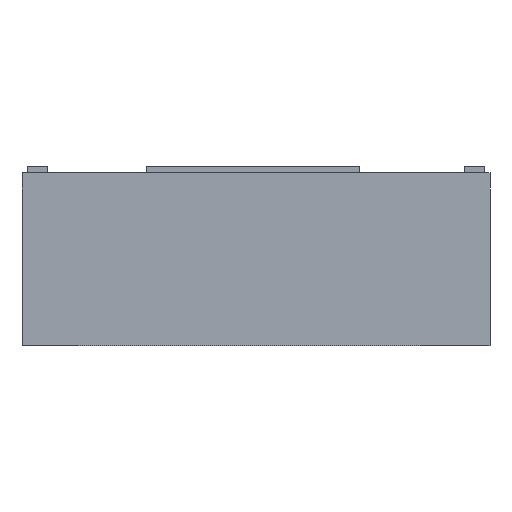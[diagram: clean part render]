
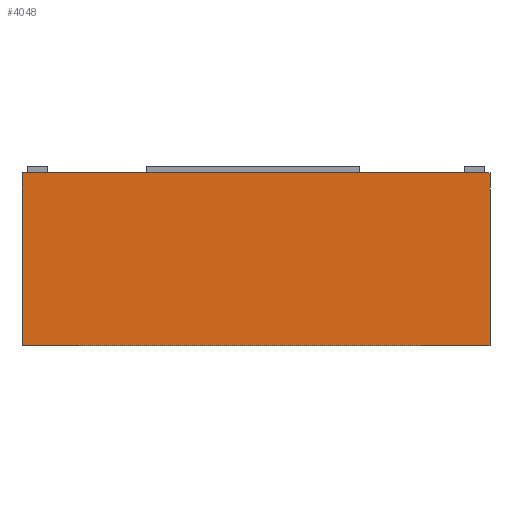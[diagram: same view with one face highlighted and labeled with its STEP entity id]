
A CAD part, front view. The second image highlights one B-rep face of the part: STEP entity #4048.
In plain terms, the highlighted planar face has unit normal (0, -1, 0).
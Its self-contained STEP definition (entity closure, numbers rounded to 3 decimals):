
#23 = EDGE_CURVE ( 'NONE', #3457, #2682, #4835, .T. ) ;
#35 = DIRECTION ( 'NONE',  ( -1., 0., 0. ) ) ;
#137 = LINE ( 'NONE', #4349, #5047 ) ;
#547 = LINE ( 'NONE', #4398, #1397 ) ;
#936 = LINE ( 'NONE', #2813, #5040 ) ;
#1216 = DIRECTION ( 'NONE',  ( 0., 0., -1. ) ) ;
#1279 = CARTESIAN_POINT ( 'NONE',  ( -33.695, -15., 12.75 ) ) ;
#1397 = VECTOR ( 'NONE', #4079, 1000. ) ;
#1589 = ORIENTED_EDGE ( 'NONE', *, *, #2224, .T. ) ;
#1963 = ORIENTED_EDGE ( 'NONE', *, *, #23, .T. ) ;
#2200 = DIRECTION ( 'NONE',  ( 0., -1., 0. ) ) ;
#2224 = EDGE_CURVE ( 'NONE', #2682, #4718, #137, .T. ) ;
#2682 = VERTEX_POINT ( 'NONE', #1279 ) ;
#2768 = EDGE_LOOP ( 'NONE', ( #1963, #1589, #3148, #3290 ) ) ;
#2808 = AXIS2_PLACEMENT_3D ( 'NONE', #4159, #2200, #3763 ) ;
#2813 = CARTESIAN_POINT ( 'NONE',  ( 56.603, -15., -12.75 ) ) ;
#2969 = PLANE ( 'NONE',  #2808 ) ;
#2999 = EDGE_CURVE ( 'NONE', #3457, #3586, #547, .T. ) ;
#3148 = ORIENTED_EDGE ( 'NONE', *, *, #3479, .F. ) ;
#3239 = CARTESIAN_POINT ( 'NONE',  ( 35.305, -15., 12.75 ) ) ;
#3290 = ORIENTED_EDGE ( 'NONE', *, *, #2999, .F. ) ;
#3355 = FACE_OUTER_BOUND ( 'NONE', #2768, .T. ) ;
#3457 = VERTEX_POINT ( 'NONE', #3239 ) ;
#3479 = EDGE_CURVE ( 'NONE', #3586, #4718, #936, .T. ) ;
#3586 = VERTEX_POINT ( 'NONE', #4558 ) ;
#3763 = DIRECTION ( 'NONE',  ( 0., 0., -1. ) ) ;
#4027 = DIRECTION ( 'NONE',  ( -1., 0., 0. ) ) ;
#4048 = ADVANCED_FACE ( 'NONE', ( #3355 ), #2969, .T. ) ;
#4064 = CARTESIAN_POINT ( 'NONE',  ( -33.695, -15., -12.75 ) ) ;
#4079 = DIRECTION ( 'NONE',  ( 0., 0., -1. ) ) ;
#4099 = VECTOR ( 'NONE', #4027, 1000. ) ;
#4159 = CARTESIAN_POINT ( 'NONE',  ( 56.603, -15., -12.75 ) ) ;
#4349 = CARTESIAN_POINT ( 'NONE',  ( -33.695, -15., -11.25 ) ) ;
#4398 = CARTESIAN_POINT ( 'NONE',  ( 35.305, -15., -11.25 ) ) ;
#4416 = CARTESIAN_POINT ( 'NONE',  ( 35.305, -15., 12.75 ) ) ;
#4558 = CARTESIAN_POINT ( 'NONE',  ( 35.305, -15., -12.75 ) ) ;
#4718 = VERTEX_POINT ( 'NONE', #4064 ) ;
#4835 = LINE ( 'NONE', #4416, #4099 ) ;
#5040 = VECTOR ( 'NONE', #35, 1000. ) ;
#5047 = VECTOR ( 'NONE', #1216, 1000. ) ;
